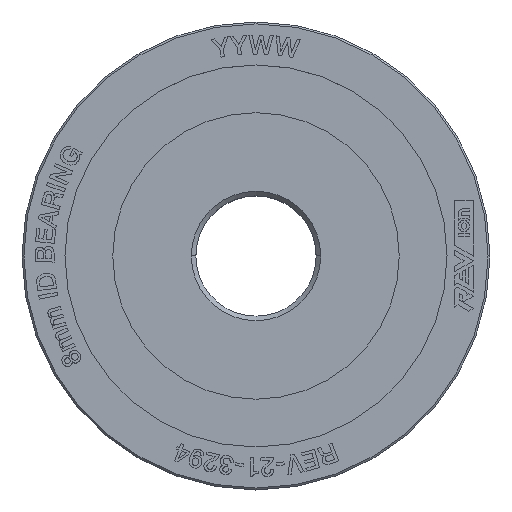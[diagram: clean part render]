
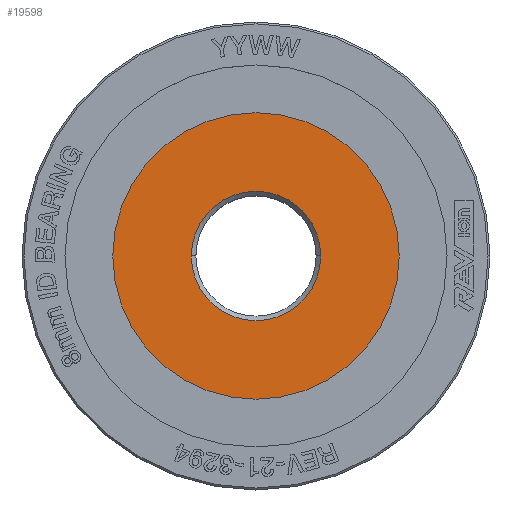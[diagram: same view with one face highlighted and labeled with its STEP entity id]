
A CAD part, top view. The second image highlights one B-rep face of the part: STEP entity #19598.
In plain terms, the highlighted planar face has unit normal (0, 0, 1).
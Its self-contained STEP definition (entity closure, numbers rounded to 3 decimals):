
#739 = DIRECTION ( 'NONE',  ( -1., 0., 0. ) ) ;
#1635 = DIRECTION ( 'NONE',  ( 0., 0., -1. ) ) ;
#2230 = FACE_OUTER_BOUND ( 'NONE', #4550, .T. ) ;
#2338 = DIRECTION ( 'NONE',  ( -1., 0., 0. ) ) ;
#2499 = DIRECTION ( 'NONE',  ( -1., 0., 0. ) ) ;
#2582 = DIRECTION ( 'NONE',  ( 0., 0., -1. ) ) ;
#3156 = EDGE_CURVE ( 'NONE', #8327, #17098, #18218, .T. ) ;
#4411 = DIRECTION ( 'NONE',  ( 0., 0., -1. ) ) ;
#4550 = EDGE_LOOP ( 'NONE', ( #5634, #19115 ) ) ;
#5634 = ORIENTED_EDGE ( 'NONE', *, *, #15983, .F. ) ;
#6850 = EDGE_CURVE ( 'NONE', #22626, #19259, #22193, .T. ) ;
#7423 = EDGE_CURVE ( 'NONE', #17098, #8327, #18574, .T. ) ;
#8327 = VERTEX_POINT ( 'NONE', #20611 ) ;
#8577 = AXIS2_PLACEMENT_3D ( 'NONE', #11368, #22267, #2499 ) ;
#9029 = CARTESIAN_POINT ( 'NONE',  ( 0., 15.557, 3.975 ) ) ;
#9242 = DIRECTION ( 'NONE',  ( 0., 0., -1. ) ) ;
#9381 = AXIS2_PLACEMENT_3D ( 'NONE', #10277, #1635, #15722 ) ;
#9830 = CARTESIAN_POINT ( 'NONE',  ( 0., 0., 3.975 ) ) ;
#10277 = CARTESIAN_POINT ( 'NONE',  ( 0., 0., 3.975 ) ) ;
#10977 = PLANE ( 'NONE',  #14394 ) ;
#11224 = CARTESIAN_POINT ( 'NONE',  ( 0., 0., 3.975 ) ) ;
#11368 = CARTESIAN_POINT ( 'NONE',  ( 0., 0., 3.975 ) ) ;
#11640 = ORIENTED_EDGE ( 'NONE', *, *, #3156, .T. ) ;
#12496 = CARTESIAN_POINT ( 'NONE',  ( -4.3, 0., 3.975 ) ) ;
#13391 = AXIS2_PLACEMENT_3D ( 'NONE', #9830, #4411, #18753 ) ;
#14394 = AXIS2_PLACEMENT_3D ( 'NONE', #9029, #9242, #2338 ) ;
#15722 = DIRECTION ( 'NONE',  ( -1., 0., 0. ) ) ;
#15983 = EDGE_CURVE ( 'NONE', #19259, #22626, #19387, .T. ) ;
#17098 = VERTEX_POINT ( 'NONE', #12496 ) ;
#18218 = CIRCLE ( 'NONE', #13391, 4.3 ) ;
#18574 = CIRCLE ( 'NONE', #8577, 4.3 ) ;
#18753 = DIRECTION ( 'NONE',  ( -1., 0., 0. ) ) ;
#19115 = ORIENTED_EDGE ( 'NONE', *, *, #6850, .F. ) ;
#19259 = VERTEX_POINT ( 'NONE', #19409 ) ;
#19387 = CIRCLE ( 'NONE', #9381, 9.525 ) ;
#19409 = CARTESIAN_POINT ( 'NONE',  ( 9.525, 0., 3.975 ) ) ;
#19598 = ADVANCED_FACE ( 'NONE', ( #19793, #2230 ), #10977, .F. ) ;
#19793 = FACE_BOUND ( 'NONE', #21692, .T. ) ;
#20068 = ORIENTED_EDGE ( 'NONE', *, *, #7423, .T. ) ;
#20611 = CARTESIAN_POINT ( 'NONE',  ( 4.3, 0., 3.975 ) ) ;
#21692 = EDGE_LOOP ( 'NONE', ( #11640, #20068 ) ) ;
#21827 = AXIS2_PLACEMENT_3D ( 'NONE', #11224, #2582, #739 ) ;
#21853 = CARTESIAN_POINT ( 'NONE',  ( -9.525, 0., 3.975 ) ) ;
#22193 = CIRCLE ( 'NONE', #21827, 9.525 ) ;
#22267 = DIRECTION ( 'NONE',  ( 0., 0., -1. ) ) ;
#22626 = VERTEX_POINT ( 'NONE', #21853 ) ;
